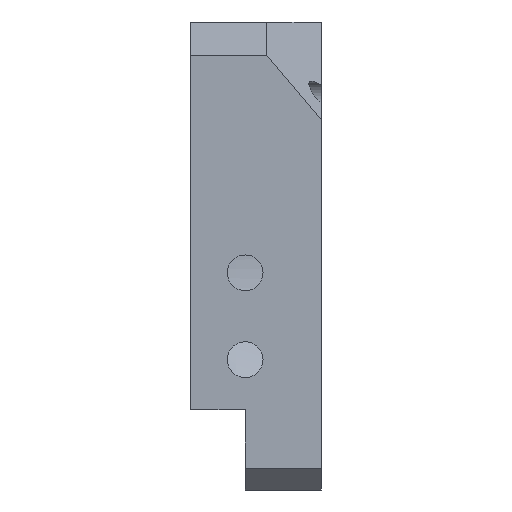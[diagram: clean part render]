
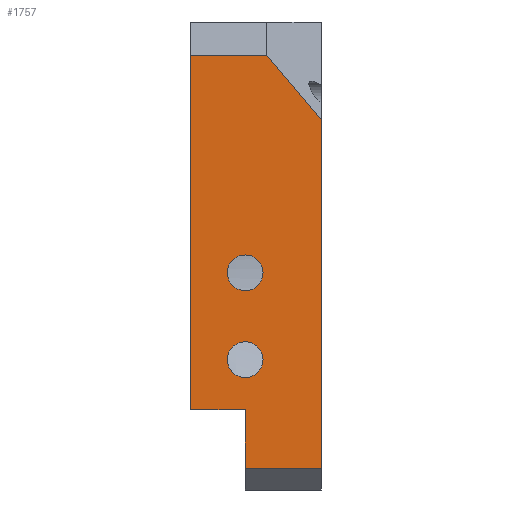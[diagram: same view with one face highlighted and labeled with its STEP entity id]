
A CAD part, left-side view. The second image highlights one B-rep face of the part: STEP entity #1757.
In plain terms, the highlighted planar face has unit normal (-1, 0, 0).
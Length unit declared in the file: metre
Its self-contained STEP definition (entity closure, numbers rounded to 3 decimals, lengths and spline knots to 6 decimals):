
#74=LINE('',#2378,#237);
#77=LINE('',#2384,#240);
#133=LINE('',#2918,#296);
#210=LINE('',#3192,#373);
#219=LINE('',#3221,#382);
#229=LINE('',#3260,#392);
#231=LINE('',#3263,#394);
#237=VECTOR('',#1924,1.);
#240=VECTOR('',#1929,1.);
#296=VECTOR('',#2061,1.);
#373=VECTOR('',#2272,1.);
#382=VECTOR('',#2309,1.);
#392=VECTOR('',#2353,1.);
#394=VECTOR('',#2357,1.);
#874=ORIENTED_EDGE('',*,*,#901,.F.);
#875=ORIENTED_EDGE('',*,*,#1142,.T.);
#876=ORIENTED_EDGE('',*,*,#1122,.F.);
#877=ORIENTED_EDGE('',*,*,#995,.T.);
#878=ORIENTED_EDGE('',*,*,#1106,.T.);
#879=ORIENTED_EDGE('',*,*,#1144,.T.);
#880=ORIENTED_EDGE('',*,*,#904,.F.);
#881=ORIENTED_EDGE('',*,*,#1058,.F.);
#882=ORIENTED_EDGE('',*,*,#1059,.F.);
#901=EDGE_CURVE('',#1151,#1152,#74,.T.);
#904=EDGE_CURVE('',#1152,#1154,#77,.T.);
#995=EDGE_CURVE('',#1234,#1233,#133,.T.);
#1058=EDGE_CURVE('',#1270,#1270,#1348,.T.);
#1059=EDGE_CURVE('',#1271,#1271,#1349,.T.);
#1106=EDGE_CURVE('',#1233,#1306,#210,.T.);
#1122=EDGE_CURVE('',#1234,#1312,#219,.T.);
#1142=EDGE_CURVE('',#1151,#1312,#229,.T.);
#1144=EDGE_CURVE('',#1306,#1154,#231,.T.);
#1151=VERTEX_POINT('',#2377);
#1152=VERTEX_POINT('',#2379);
#1154=VERTEX_POINT('',#2385);
#1233=VERTEX_POINT('',#2917);
#1234=VERTEX_POINT('',#2919);
#1270=VERTEX_POINT('',#3061);
#1271=VERTEX_POINT('',#3064);
#1306=VERTEX_POINT('',#3193);
#1312=VERTEX_POINT('',#3222);
#1348=CIRCLE('',#1850,0.00165);
#1349=CIRCLE('',#1852,0.00165);
#1488=EDGE_LOOP('',(#874,#875,#876,#877,#878,#879,#880));
#1489=EDGE_LOOP('',(#881));
#1490=EDGE_LOOP('',(#882));
#1606=FACE_BOUND('',#1488,.T.);
#1607=FACE_BOUND('',#1489,.T.);
#1608=FACE_BOUND('',#1490,.T.);
#1669=PLANE('',#1914);
#1757=ADVANCED_FACE('',(#1606,#1607,#1608),#1669,.F.);
#1850=AXIS2_PLACEMENT_3D('',#3060,#2176,#2177);
#1852=AXIS2_PLACEMENT_3D('',#3063,#2180,#2181);
#1914=AXIS2_PLACEMENT_3D('',#3269,#2365,#2366);
#1924=DIRECTION('',(0.,0.,1.));
#1929=DIRECTION('',(0.,1.,0.));
#2061=DIRECTION('',(0.,0.647,0.763));
#2176=DIRECTION('',(-1.,0.,0.));
#2177=DIRECTION('',(0.,0.,1.));
#2180=DIRECTION('',(-1.,0.,0.));
#2181=DIRECTION('',(0.,0.,1.));
#2272=DIRECTION('',(0.,1.,0.));
#2309=DIRECTION('',(0.,0.,-1.));
#2353=DIRECTION('',(0.,-1.,0.));
#2357=DIRECTION('',(0.,0.,-1.));
#2365=DIRECTION('',(1.,0.,0.));
#2366=DIRECTION('',(0.,0.,-1.));
#2377=CARTESIAN_POINT('',(-0.02,-0.015,-0.034));
#2378=CARTESIAN_POINT('',(-0.02,-0.015,-0.0323));
#2379=CARTESIAN_POINT('',(-0.02,-0.015,-0.0286));
#2384=CARTESIAN_POINT('',(-0.02,-0.015,-0.0286));
#2385=CARTESIAN_POINT('',(-0.02,-0.01,-0.0286));
#2917=CARTESIAN_POINT('',(-0.02,-0.017,0.004));
#2918=CARTESIAN_POINT('',(-0.02,-0.019306,0.001279));
#2919=CARTESIAN_POINT('',(-0.02,-0.022,-0.0019));
#3060=CARTESIAN_POINT('',(-0.02,-0.015,-0.024));
#3061=CARTESIAN_POINT('',(-0.02,-0.015,-0.02235));
#3063=CARTESIAN_POINT('',(-0.02,-0.015,-0.016));
#3064=CARTESIAN_POINT('',(-0.02,-0.015,-0.01435));
#3192=CARTESIAN_POINT('',(-0.02,-0.022,0.004));
#3193=CARTESIAN_POINT('',(-0.02,-0.01,0.004));
#3221=CARTESIAN_POINT('',(-0.02,-0.022,-0.016));
#3222=CARTESIAN_POINT('',(-0.02,-0.022,-0.034));
#3260=CARTESIAN_POINT('',(-0.02,-0.022,-0.034));
#3263=CARTESIAN_POINT('',(-0.02,-0.01,-0.016));
#3269=CARTESIAN_POINT('',(-0.02,-0.022,-0.016));
